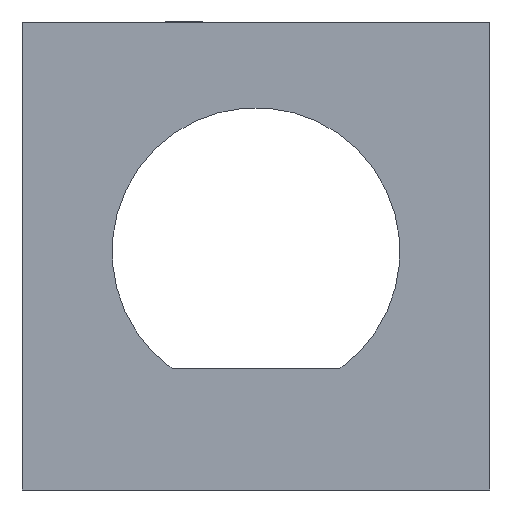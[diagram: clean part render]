
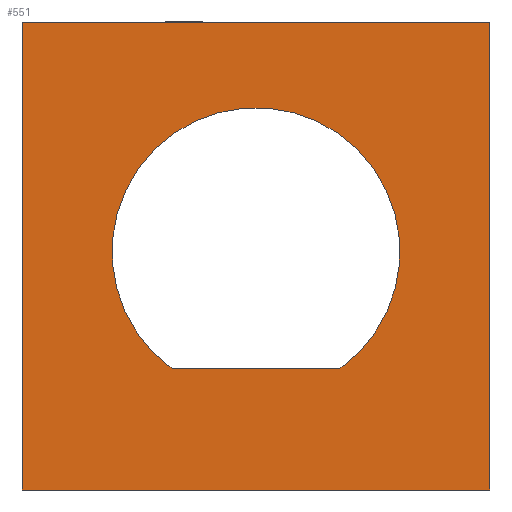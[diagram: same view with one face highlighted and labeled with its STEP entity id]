
A CAD part, front view. The second image highlights one B-rep face of the part: STEP entity #551.
In plain terms, the highlighted planar face has unit normal (0, -1, 0).
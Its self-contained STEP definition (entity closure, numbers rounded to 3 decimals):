
#3 = DIRECTION ( 'NONE',  ( 0., 0., 1. ) ) ;
#21 = LINE ( 'NONE', #514, #198 ) ;
#25 = AXIS2_PLACEMENT_3D ( 'NONE', #675, #960, #487 ) ;
#33 = EDGE_LOOP ( 'NONE', ( #964, #257, #860, #161 ) ) ;
#47 = CARTESIAN_POINT ( 'NONE',  ( 4.921, 0., -4.921 ) ) ;
#129 = VERTEX_POINT ( 'NONE', #931 ) ;
#161 = ORIENTED_EDGE ( 'NONE', *, *, #1089, .F. ) ;
#179 = LINE ( 'NONE', #746, #737 ) ;
#193 = LINE ( 'NONE', #1013, #491 ) ;
#198 = VECTOR ( 'NONE', #232, 1000. ) ;
#203 = DIRECTION ( 'NONE',  ( 0., 0., -1. ) ) ;
#229 = FACE_OUTER_BOUND ( 'NONE', #33, .T. ) ;
#232 = DIRECTION ( 'NONE',  ( 1., 0., 0. ) ) ;
#257 = ORIENTED_EDGE ( 'NONE', *, *, #407, .F. ) ;
#269 = DIRECTION ( 'NONE',  ( -1., 0., 0. ) ) ;
#349 = ORIENTED_EDGE ( 'NONE', *, *, #690, .T. ) ;
#370 = DIRECTION ( 'NONE',  ( 0., 0., 1. ) ) ;
#378 = CARTESIAN_POINT ( 'NONE',  ( 4.921, 0., 4.921 ) ) ;
#407 = EDGE_CURVE ( 'NONE', #129, #1051, #179, .T. ) ;
#455 = VERTEX_POINT ( 'NONE', #378 ) ;
#459 = LINE ( 'NONE', #823, #509 ) ;
#487 = DIRECTION ( 'NONE',  ( 0., 0., 1. ) ) ;
#491 = VECTOR ( 'NONE', #269, 1000. ) ;
#500 = VERTEX_POINT ( 'NONE', #782 ) ;
#509 = VECTOR ( 'NONE', #3, 1000. ) ;
#514 = CARTESIAN_POINT ( 'NONE',  ( -4.921, 0., 4.921 ) ) ;
#522 = EDGE_LOOP ( 'NONE', ( #349, #824 ) ) ;
#551 = ADVANCED_FACE ( 'NONE', ( #229, #577 ), #941, .F. ) ;
#577 = FACE_BOUND ( 'NONE', #522, .T. ) ;
#645 = VECTOR ( 'NONE', #203, 1000. ) ;
#653 = DIRECTION ( 'NONE',  ( 0., 1., 0. ) ) ;
#654 = DIRECTION ( 'NONE',  ( -1., 0., 0. ) ) ;
#668 = EDGE_CURVE ( 'NONE', #1051, #694, #459, .T. ) ;
#675 = CARTESIAN_POINT ( 'NONE',  ( 0., 0., 0. ) ) ;
#676 = AXIS2_PLACEMENT_3D ( 'NONE', #829, #653, #370 ) ;
#690 = EDGE_CURVE ( 'NONE', #500, #1067, #1125, .T. ) ;
#694 = VERTEX_POINT ( 'NONE', #733 ) ;
#733 = CARTESIAN_POINT ( 'NONE',  ( -4.921, 0., 4.921 ) ) ;
#737 = VECTOR ( 'NONE', #654, 1000. ) ;
#746 = CARTESIAN_POINT ( 'NONE',  ( -4.921, 0., -4.921 ) ) ;
#782 = CARTESIAN_POINT ( 'NONE',  ( -1.765, 0., -2.369 ) ) ;
#823 = CARTESIAN_POINT ( 'NONE',  ( -4.921, 0., -4.921 ) ) ;
#824 = ORIENTED_EDGE ( 'NONE', *, *, #899, .T. ) ;
#829 = CARTESIAN_POINT ( 'NONE',  ( 0., 0., 0.091 ) ) ;
#860 = ORIENTED_EDGE ( 'NONE', *, *, #1037, .F. ) ;
#868 = CARTESIAN_POINT ( 'NONE',  ( -4.921, 0., -4.921 ) ) ;
#899 = EDGE_CURVE ( 'NONE', #1067, #500, #193, .T. ) ;
#931 = CARTESIAN_POINT ( 'NONE',  ( 4.921, 0., -4.921 ) ) ;
#941 = PLANE ( 'NONE',  #25 ) ;
#960 = DIRECTION ( 'NONE',  ( 0., 1., 0. ) ) ;
#963 = CARTESIAN_POINT ( 'NONE',  ( 1.765, 0., -2.369 ) ) ;
#964 = ORIENTED_EDGE ( 'NONE', *, *, #668, .F. ) ;
#1013 = CARTESIAN_POINT ( 'NONE',  ( -1.765, 0., -2.369 ) ) ;
#1023 = LINE ( 'NONE', #47, #645 ) ;
#1037 = EDGE_CURVE ( 'NONE', #455, #129, #1023, .T. ) ;
#1051 = VERTEX_POINT ( 'NONE', #868 ) ;
#1067 = VERTEX_POINT ( 'NONE', #963 ) ;
#1089 = EDGE_CURVE ( 'NONE', #694, #455, #21, .T. ) ;
#1125 = CIRCLE ( 'NONE', #676, 3.028 ) ;
